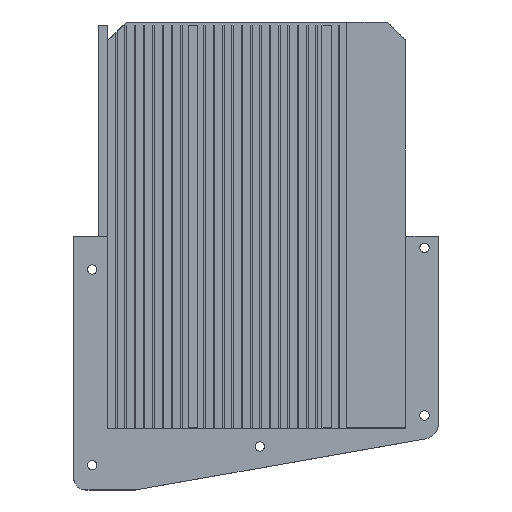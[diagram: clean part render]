
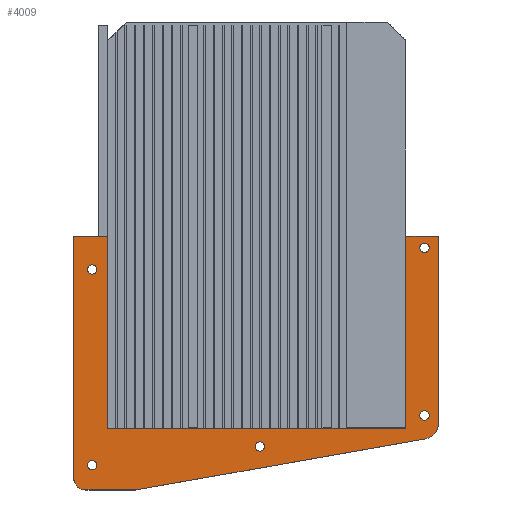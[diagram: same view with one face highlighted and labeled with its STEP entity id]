
A CAD part, top view. The second image highlights one B-rep face of the part: STEP entity #4009.
In plain terms, the highlighted planar face has unit normal (0, 0, 1).
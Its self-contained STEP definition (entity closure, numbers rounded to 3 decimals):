
#114=CIRCLE('',#4240,1.5);
#116=CIRCLE('',#4243,1.5);
#118=CIRCLE('',#4246,1.5);
#120=CIRCLE('',#4249,1.5);
#122=CIRCLE('',#4252,1.5);
#144=CIRCLE('',#4288,5.);
#145=CIRCLE('',#4289,4.);
#190=FACE_BOUND('',#466,.T.);
#191=FACE_BOUND('',#467,.T.);
#192=FACE_BOUND('',#468,.T.);
#193=FACE_BOUND('',#469,.T.);
#194=FACE_BOUND('',#470,.T.);
#218=FACE_OUTER_BOUND('',#465,.T.);
#465=EDGE_LOOP('',(#2845,#2846,#2847,#2848,#2849,#2850,#2851,#2852,#2853,
#2854,#2855));
#466=EDGE_LOOP('',(#2856));
#467=EDGE_LOOP('',(#2857));
#468=EDGE_LOOP('',(#2858));
#469=EDGE_LOOP('',(#2859));
#470=EDGE_LOOP('',(#2860));
#796=LINE('',#5904,#1278);
#801=LINE('',#5914,#1283);
#820=LINE('',#6352,#1302);
#821=LINE('',#6356,#1303);
#822=LINE('',#6360,#1304);
#823=LINE('',#6362,#1305);
#824=LINE('',#6364,#1306);
#825=LINE('',#6365,#1307);
#826=LINE('',#6368,#1308);
#1278=VECTOR('',#4672,1000.);
#1283=VECTOR('',#4681,1000.);
#1302=VECTOR('',#4802,1000.);
#1303=VECTOR('',#4805,1000.);
#1304=VECTOR('',#4808,1000.);
#1305=VECTOR('',#4809,1000.);
#1306=VECTOR('',#4810,1000.);
#1307=VECTOR('',#4811,1000.);
#1308=VECTOR('',#4814,1000.);
#1760=VERTEX_POINT('',#5901);
#1761=VERTEX_POINT('',#5903);
#1764=VERTEX_POINT('',#5913);
#1766=VERTEX_POINT('',#5922);
#1768=VERTEX_POINT('',#5928);
#1770=VERTEX_POINT('',#5934);
#1772=VERTEX_POINT('',#5940);
#1774=VERTEX_POINT('',#5946);
#1818=VERTEX_POINT('',#6350);
#1819=VERTEX_POINT('',#6354);
#1820=VERTEX_POINT('',#6355);
#1821=VERTEX_POINT('',#6357);
#1822=VERTEX_POINT('',#6359);
#1823=VERTEX_POINT('',#6361);
#1824=VERTEX_POINT('',#6363);
#1825=VERTEX_POINT('',#6366);
#2152=EDGE_CURVE('',#1761,#1760,#796,.T.);
#2158=EDGE_CURVE('',#1764,#1761,#801,.T.);
#2163=EDGE_CURVE('',#1766,#1766,#114,.T.);
#2166=EDGE_CURVE('',#1768,#1768,#116,.T.);
#2169=EDGE_CURVE('',#1770,#1770,#118,.T.);
#2172=EDGE_CURVE('',#1772,#1772,#120,.T.);
#2175=EDGE_CURVE('',#1774,#1774,#122,.T.);
#2229=EDGE_CURVE('',#1818,#1760,#820,.T.);
#2230=EDGE_CURVE('',#1819,#1820,#821,.T.);
#2231=EDGE_CURVE('',#1819,#1821,#144,.T.);
#2232=EDGE_CURVE('',#1822,#1821,#822,.T.);
#2233=EDGE_CURVE('',#1823,#1822,#823,.T.);
#2234=EDGE_CURVE('',#1824,#1823,#824,.T.);
#2235=EDGE_CURVE('',#1824,#1764,#825,.T.);
#2236=EDGE_CURVE('',#1825,#1818,#145,.T.);
#2237=EDGE_CURVE('',#1820,#1825,#826,.T.);
#2845=ORIENTED_EDGE('',*,*,#2230,.F.);
#2846=ORIENTED_EDGE('',*,*,#2231,.T.);
#2847=ORIENTED_EDGE('',*,*,#2232,.F.);
#2848=ORIENTED_EDGE('',*,*,#2233,.F.);
#2849=ORIENTED_EDGE('',*,*,#2234,.F.);
#2850=ORIENTED_EDGE('',*,*,#2235,.T.);
#2851=ORIENTED_EDGE('',*,*,#2158,.T.);
#2852=ORIENTED_EDGE('',*,*,#2152,.T.);
#2853=ORIENTED_EDGE('',*,*,#2229,.F.);
#2854=ORIENTED_EDGE('',*,*,#2236,.F.);
#2855=ORIENTED_EDGE('',*,*,#2237,.F.);
#2856=ORIENTED_EDGE('',*,*,#2175,.T.);
#2857=ORIENTED_EDGE('',*,*,#2172,.T.);
#2858=ORIENTED_EDGE('',*,*,#2169,.T.);
#2859=ORIENTED_EDGE('',*,*,#2166,.T.);
#2860=ORIENTED_EDGE('',*,*,#2163,.T.);
#3817=PLANE('',#4287);
#4009=ADVANCED_FACE('',(#218,#190,#191,#192,#193,#194),#3817,.T.);
#4240=AXIS2_PLACEMENT_3D('',#5923,#4692,#4693);
#4243=AXIS2_PLACEMENT_3D('',#5929,#4699,#4700);
#4246=AXIS2_PLACEMENT_3D('',#5935,#4706,#4707);
#4249=AXIS2_PLACEMENT_3D('',#5941,#4713,#4714);
#4252=AXIS2_PLACEMENT_3D('',#5947,#4720,#4721);
#4287=AXIS2_PLACEMENT_3D('',#6353,#4803,#4804);
#4288=AXIS2_PLACEMENT_3D('',#6358,#4806,#4807);
#4289=AXIS2_PLACEMENT_3D('',#6367,#4812,#4813);
#4672=DIRECTION('',(-1.,0.,0.));
#4681=DIRECTION('',(0.,1.,0.));
#4692=DIRECTION('center_axis',(0.,0.,-1.));
#4693=DIRECTION('ref_axis',(1.,0.,0.));
#4699=DIRECTION('center_axis',(0.,0.,-1.));
#4700=DIRECTION('ref_axis',(1.,0.,0.));
#4706=DIRECTION('center_axis',(0.,0.,-1.));
#4707=DIRECTION('ref_axis',(1.,0.,0.));
#4713=DIRECTION('center_axis',(0.,0.,-1.));
#4714=DIRECTION('ref_axis',(1.,0.,0.));
#4720=DIRECTION('center_axis',(0.,0.,-1.));
#4721=DIRECTION('ref_axis',(1.,0.,0.));
#4802=DIRECTION('',(0.,1.,0.));
#4803=DIRECTION('center_axis',(0.,0.,1.));
#4804=DIRECTION('ref_axis',(1.,0.,0.));
#4805=DIRECTION('',(-0.985,-0.174,0.));
#4806=DIRECTION('center_axis',(0.,0.,1.));
#4807=DIRECTION('ref_axis',(1.,0.,0.));
#4808=DIRECTION('',(0.,-1.,0.));
#4809=DIRECTION('',(1.,0.,0.));
#4810=DIRECTION('',(0.,1.,0.));
#4811=DIRECTION('',(-1.,0.,0.));
#4812=DIRECTION('center_axis',(0.,0.,-1.));
#4813=DIRECTION('ref_axis',(0.,-1.,0.));
#4814=DIRECTION('',(-1.,0.,0.));
#5901=CARTESIAN_POINT('',(0.,-166.3,13.));
#5903=CARTESIAN_POINT('',(11.,-166.3,13.));
#5904=CARTESIAN_POINT('',(0.,-166.3,13.));
#5913=CARTESIAN_POINT('',(11.,-228.3,13.));
#5914=CARTESIAN_POINT('',(11.,-228.3,13.));
#5922=CARTESIAN_POINT('',(7.5,-177.,13.));
#5923=CARTESIAN_POINT('Origin',(6.,-177.,13.));
#5928=CARTESIAN_POINT('',(7.5,-240.,13.));
#5929=CARTESIAN_POINT('Origin',(6.,-240.,13.));
#5934=CARTESIAN_POINT('',(61.5,-234.,13.));
#5935=CARTESIAN_POINT('Origin',(60.,-234.,13.));
#5940=CARTESIAN_POINT('',(114.5,-224.,13.));
#5941=CARTESIAN_POINT('Origin',(113.,-224.,13.));
#5946=CARTESIAN_POINT('',(114.5,-170.,13.));
#5947=CARTESIAN_POINT('Origin',(113.,-170.,13.));
#6350=CARTESIAN_POINT('',(0.,-244.,13.));
#6352=CARTESIAN_POINT('',(0.,-248.,13.));
#6353=CARTESIAN_POINT('Origin',(0.,-61.444,13.));
#6354=CARTESIAN_POINT('',(113.368,-231.537,13.));
#6355=CARTESIAN_POINT('',(20.,-248.,13.));
#6356=CARTESIAN_POINT('',(120.9,-230.209,13.));
#6357=CARTESIAN_POINT('',(117.5,-226.613,13.));
#6358=CARTESIAN_POINT('Origin',(112.5,-226.613,13.));
#6359=CARTESIAN_POINT('',(117.5,-166.3,13.));
#6360=CARTESIAN_POINT('',(117.5,-166.3,13.));
#6361=CARTESIAN_POINT('',(107.,-166.3,13.));
#6362=CARTESIAN_POINT('',(0.,-166.3,13.));
#6363=CARTESIAN_POINT('',(107.,-228.3,13.));
#6364=CARTESIAN_POINT('',(107.,-232.013,13.));
#6365=CARTESIAN_POINT('',(109.,-228.3,13.));
#6366=CARTESIAN_POINT('',(4.,-248.,13.));
#6367=CARTESIAN_POINT('Origin',(4.,-244.,13.));
#6368=CARTESIAN_POINT('',(20.,-248.,13.));
